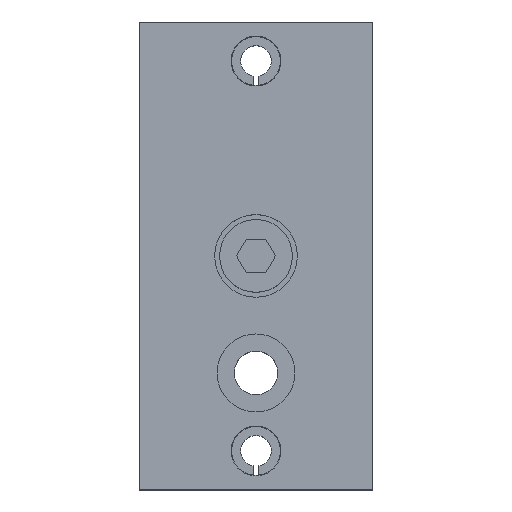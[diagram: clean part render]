
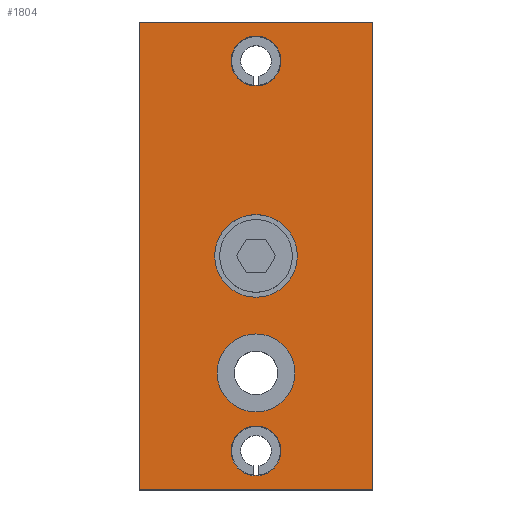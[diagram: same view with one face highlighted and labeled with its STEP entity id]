
A CAD part, top view. The second image highlights one B-rep face of the part: STEP entity #1804.
In plain terms, the highlighted planar face has unit normal (0, 0, 1).
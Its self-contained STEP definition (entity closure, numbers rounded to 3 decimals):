
#1328=CARTESIAN_POINT('',(0.265,0.75,0.5));
#1329=VERTEX_POINT('',#1328);
#1338=CARTESIAN_POINT('',(-0.265,0.75,0.5));
#1339=VERTEX_POINT('',#1338);
#1340=CARTESIAN_POINT('',(0.,0.75,0.5));
#1341=DIRECTION('',(0.0,0.0,-1.0));
#1342=DIRECTION('',(1.0,0.0,0.0));
#1343=AXIS2_PLACEMENT_3D('',#1340,#1341,#1342);
#1344=CIRCLE('',#1343,0.265);
#1345=EDGE_CURVE('',#1339,#1329,#1344,.T.);
#1370=CARTESIAN_POINT('',(0.25,0.0,0.5));
#1371=VERTEX_POINT('',#1370);
#1380=CARTESIAN_POINT('',(-0.25,0.,0.5));
#1381=VERTEX_POINT('',#1380);
#1382=CARTESIAN_POINT('',(0.0,0.0,0.5));
#1383=DIRECTION('',(0.0,0.0,-1.0));
#1384=DIRECTION('',(1.0,0.0,0.0));
#1385=AXIS2_PLACEMENT_3D('',#1382,#1383,#1384);
#1386=CIRCLE('',#1385,0.25);
#1387=EDGE_CURVE('',#1381,#1371,#1386,.T.);
#1412=CARTESIAN_POINT('',(0.156,2.0,0.5));
#1413=VERTEX_POINT('',#1412);
#1422=CARTESIAN_POINT('',(-0.156,2.0,0.5));
#1423=VERTEX_POINT('',#1422);
#1424=CARTESIAN_POINT('',(0.0,2.0,0.5));
#1425=DIRECTION('',(0.0,0.0,-1.0));
#1426=DIRECTION('',(1.0,0.0,0.0));
#1427=AXIS2_PLACEMENT_3D('',#1424,#1425,#1426);
#1428=CIRCLE('',#1427,0.156);
#1429=EDGE_CURVE('',#1423,#1413,#1428,.T.);
#1454=CARTESIAN_POINT('',(0.156,-0.5,0.5));
#1455=VERTEX_POINT('',#1454);
#1464=CARTESIAN_POINT('',(-0.156,-0.5,0.5));
#1465=VERTEX_POINT('',#1464);
#1466=CARTESIAN_POINT('',(0.0,-0.5,0.5));
#1467=DIRECTION('',(0.0,0.0,-1.0));
#1468=DIRECTION('',(1.0,0.0,0.0));
#1469=AXIS2_PLACEMENT_3D('',#1466,#1467,#1468);
#1470=CIRCLE('',#1469,0.156);
#1471=EDGE_CURVE('',#1465,#1455,#1470,.T.);
#1505=CARTESIAN_POINT('',(0.0,-0.5,0.5));
#1506=DIRECTION('',(0.0,0.0,-1.0));
#1507=DIRECTION('',(1.0,0.0,0.0));
#1508=AXIS2_PLACEMENT_3D('',#1505,#1506,#1507);
#1509=CIRCLE('',#1508,0.156);
#1510=EDGE_CURVE('',#1455,#1465,#1509,.T.);
#1529=CARTESIAN_POINT('',(0.0,2.0,0.5));
#1530=DIRECTION('',(0.0,0.0,-1.0));
#1531=DIRECTION('',(1.0,0.0,0.0));
#1532=AXIS2_PLACEMENT_3D('',#1529,#1530,#1531);
#1533=CIRCLE('',#1532,0.156);
#1534=EDGE_CURVE('',#1413,#1423,#1533,.T.);
#1553=CARTESIAN_POINT('',(0.0,0.0,0.5));
#1554=DIRECTION('',(0.0,0.0,-1.0));
#1555=DIRECTION('',(1.0,0.0,0.0));
#1556=AXIS2_PLACEMENT_3D('',#1553,#1554,#1555);
#1557=CIRCLE('',#1556,0.25);
#1558=EDGE_CURVE('',#1371,#1381,#1557,.T.);
#1597=CARTESIAN_POINT('',(0.,0.75,0.5));
#1598=DIRECTION('',(0.0,0.0,-1.0));
#1599=DIRECTION('',(1.0,0.0,0.0));
#1600=AXIS2_PLACEMENT_3D('',#1597,#1598,#1599);
#1601=CIRCLE('',#1600,0.265);
#1602=EDGE_CURVE('',#1329,#1339,#1601,.T.);
#1630=CARTESIAN_POINT('',(-0.75,-0.75,0.5));
#1631=VERTEX_POINT('',#1630);
#1632=CARTESIAN_POINT('',(-0.75,2.25,0.5));
#1633=VERTEX_POINT('',#1632);
#1634=CARTESIAN_POINT('',(-0.75,-0.75,0.5));
#1635=DIRECTION('',(0.0,1.0,0.0));
#1636=VECTOR('',#1635,3.0);
#1637=LINE('',#1634,#1636);
#1638=EDGE_CURVE('',#1631,#1633,#1637,.T.);
#1670=CARTESIAN_POINT('',(0.75,2.25,0.5));
#1671=VERTEX_POINT('',#1670);
#1672=CARTESIAN_POINT('',(-0.75,2.25,0.5));
#1673=DIRECTION('',(1.0,0.0,0.0));
#1674=VECTOR('',#1673,1.5);
#1675=LINE('',#1672,#1674);
#1676=EDGE_CURVE('',#1633,#1671,#1675,.T.);
#1701=CARTESIAN_POINT('',(0.75,-0.75,0.5));
#1702=VERTEX_POINT('',#1701);
#1703=CARTESIAN_POINT('',(0.75,2.25,0.5));
#1704=DIRECTION('',(0.0,-1.0,0.0));
#1705=VECTOR('',#1704,3.0);
#1706=LINE('',#1703,#1705);
#1707=EDGE_CURVE('',#1671,#1702,#1706,.T.);
#1732=CARTESIAN_POINT('',(0.75,-0.75,0.5));
#1733=DIRECTION('',(-1.0,0.0,0.0));
#1734=VECTOR('',#1733,1.5);
#1735=LINE('',#1732,#1734);
#1736=EDGE_CURVE('',#1702,#1631,#1735,.T.);
#1777=CARTESIAN_POINT('',(-0.75,-0.75,0.5));
#1778=DIRECTION('',(0.0,0.0,-1.0));
#1779=DIRECTION('',(-1.0,0.0,0.0));
#1780=AXIS2_PLACEMENT_3D('',#1777,#1778,#1779);
#1781=PLANE('',#1780);
#1782=ORIENTED_EDGE('',*,*,#1638,.F.);
#1783=ORIENTED_EDGE('',*,*,#1736,.F.);
#1784=ORIENTED_EDGE('',*,*,#1707,.F.);
#1785=ORIENTED_EDGE('',*,*,#1676,.F.);
#1786=EDGE_LOOP('',(#1782,#1783,#1784,#1785));
#1787=FACE_OUTER_BOUND('',#1786,.T.);
#1788=ORIENTED_EDGE('',*,*,#1510,.T.);
#1789=ORIENTED_EDGE('',*,*,#1471,.T.);
#1790=EDGE_LOOP('',(#1788,#1789));
#1791=FACE_BOUND('',#1790,.T.);
#1792=ORIENTED_EDGE('',*,*,#1534,.T.);
#1793=ORIENTED_EDGE('',*,*,#1429,.T.);
#1794=EDGE_LOOP('',(#1792,#1793));
#1795=FACE_BOUND('',#1794,.T.);
#1796=ORIENTED_EDGE('',*,*,#1558,.T.);
#1797=ORIENTED_EDGE('',*,*,#1387,.T.);
#1798=EDGE_LOOP('',(#1796,#1797));
#1799=FACE_BOUND('',#1798,.T.);
#1800=ORIENTED_EDGE('',*,*,#1602,.T.);
#1801=ORIENTED_EDGE('',*,*,#1345,.T.);
#1802=EDGE_LOOP('',(#1800,#1801));
#1803=FACE_BOUND('',#1802,.T.);
#1804=ADVANCED_FACE('',(#1787,#1791,#1795,#1799,#1803),#1781,.F.);
